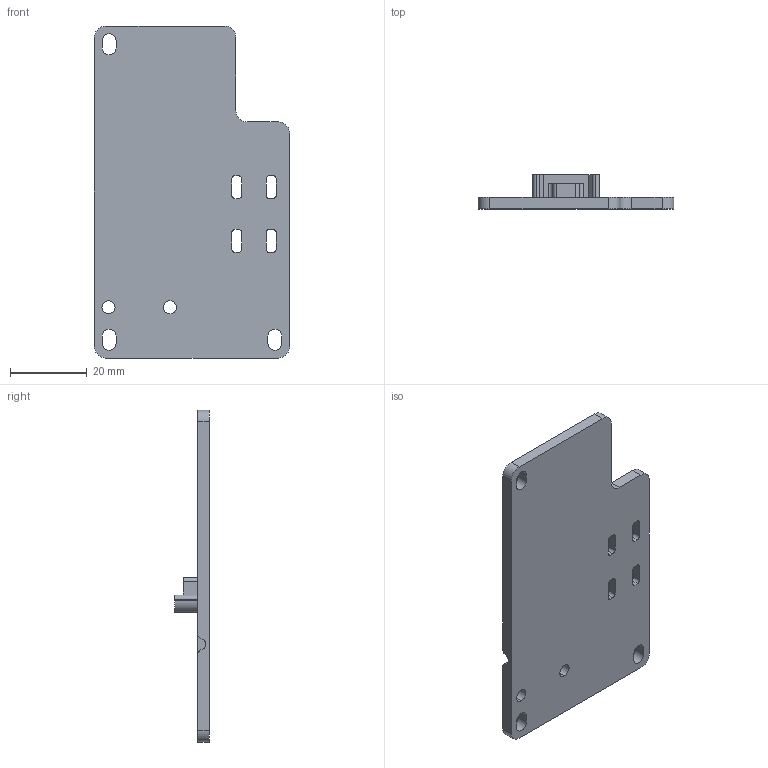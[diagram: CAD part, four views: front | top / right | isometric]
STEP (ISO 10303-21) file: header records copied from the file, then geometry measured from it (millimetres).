
FILE_DESCRIPTION (( 'STEP AP214' ), '1' );
FILE_NAME ('Zwischenplatte_Final.STEP', '2022-01-12T18:05:54', ( '' ), ( '' ), 'SwSTEP 2.0', 'SolidWorks 2019', '' );
FILE_SCHEMA (( 'AUTOMOTIVE_DESIGN' ));
Length unit declared in the file: millimetre
Products named in the file (1): Zwischenplatte_Final
Bounding box: 50.9 x 9 x 86.5 mm (x, y, z)
Volume: 12092.3 mm3; surface area: 9333.3 mm2
Topology: 1 solids, 1 shells, 132 faces, 351 edges, 222 vertices
Faces by surface type: cylinder 65, plane 47, torus 16, cone 4
Entity records: 4187 total; most frequent: DIRECTION 767, CARTESIAN_POINT 706, ORIENTED_EDGE 702, EDGE_CURVE 351, AXIS2_PLACEMENT_3D 283, VERTEX_POINT 222, LINE 201, VECTOR 201
